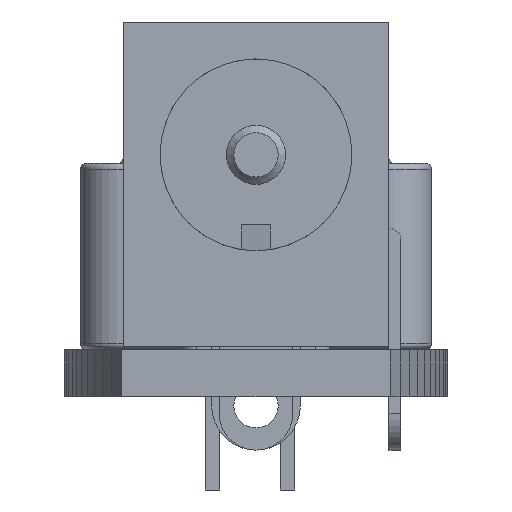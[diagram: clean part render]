
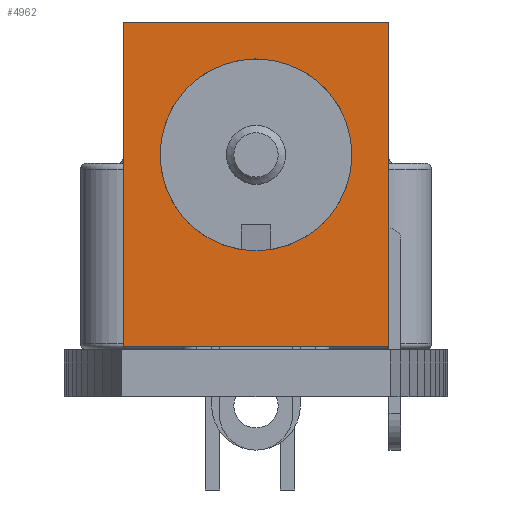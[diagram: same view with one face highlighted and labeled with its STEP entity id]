
A CAD part, front view. The second image highlights one B-rep face of the part: STEP entity #4962.
In plain terms, the highlighted face is planar.
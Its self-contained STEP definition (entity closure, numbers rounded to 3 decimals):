
#4705 = VERTEX_POINT('',#4706);
#4706 = CARTESIAN_POINT('',(-10.7,6.1,0.));
#4714 = EDGE_CURVE('',#4715,#4705,#4717,.T.);
#4715 = VERTEX_POINT('',#4716);
#4716 = CARTESIAN_POINT('',(-10.7,-2.9,0.));
#4717 = LINE('',#4718,#4719);
#4718 = CARTESIAN_POINT('',(-10.7,-2.9,0.));
#4719 = VECTOR('',#4720,1.);
#4720 = DIRECTION('',(0.,1.,0.));
#4840 = EDGE_CURVE('',#4705,#4841,#4843,.T.);
#4841 = VERTEX_POINT('',#4842);
#4842 = CARTESIAN_POINT('',(-10.7,6.1,11.));
#4843 = LINE('',#4844,#4845);
#4844 = CARTESIAN_POINT('',(-10.7,6.1,0.));
#4845 = VECTOR('',#4846,1.);
#4846 = DIRECTION('',(0.,0.,1.));
#4962 = ADVANCED_FACE('',(#4963,#4981),#4992,.F.);
#4963 = FACE_BOUND('',#4964,.F.);
#4964 = EDGE_LOOP('',(#4965,#4973,#4974,#4975));
#4965 = ORIENTED_EDGE('',*,*,#4966,.F.);
#4966 = EDGE_CURVE('',#4715,#4967,#4969,.T.);
#4967 = VERTEX_POINT('',#4968);
#4968 = CARTESIAN_POINT('',(-10.7,-2.9,11.));
#4969 = LINE('',#4970,#4971);
#4970 = CARTESIAN_POINT('',(-10.7,-2.9,0.));
#4971 = VECTOR('',#4972,1.);
#4972 = DIRECTION('',(0.,0.,1.));
#4973 = ORIENTED_EDGE('',*,*,#4714,.T.);
#4974 = ORIENTED_EDGE('',*,*,#4840,.T.);
#4975 = ORIENTED_EDGE('',*,*,#4976,.F.);
#4976 = EDGE_CURVE('',#4967,#4841,#4977,.T.);
#4977 = LINE('',#4978,#4979);
#4978 = CARTESIAN_POINT('',(-10.7,-2.9,11.));
#4979 = VECTOR('',#4980,1.);
#4980 = DIRECTION('',(0.,1.,0.));
#4981 = FACE_BOUND('',#4982,.F.);
#4982 = EDGE_LOOP('',(#4983));
#4983 = ORIENTED_EDGE('',*,*,#4984,.T.);
#4984 = EDGE_CURVE('',#4985,#4985,#4987,.T.);
#4985 = VERTEX_POINT('',#4986);
#4986 = CARTESIAN_POINT('',(-10.7,-1.65,6.5));
#4987 = CIRCLE('',#4988,3.25);
#4988 = AXIS2_PLACEMENT_3D('',#4989,#4990,#4991);
#4989 = CARTESIAN_POINT('',(-10.7,1.6,6.5));
#4990 = DIRECTION('',(-1.,0.,0.));
#4991 = DIRECTION('',(0.,-1.,0.));
#4992 = PLANE('',#4993);
#4993 = AXIS2_PLACEMENT_3D('',#4994,#4995,#4996);
#4994 = CARTESIAN_POINT('',(-10.7,-2.9,0.));
#4995 = DIRECTION('',(1.,0.,0.));
#4996 = DIRECTION('',(0.,0.,1.));
